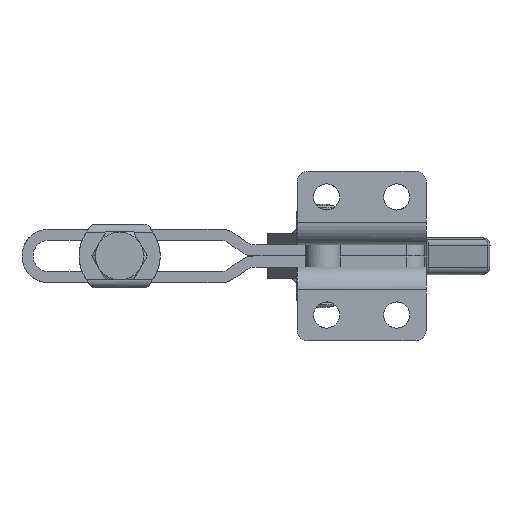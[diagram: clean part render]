
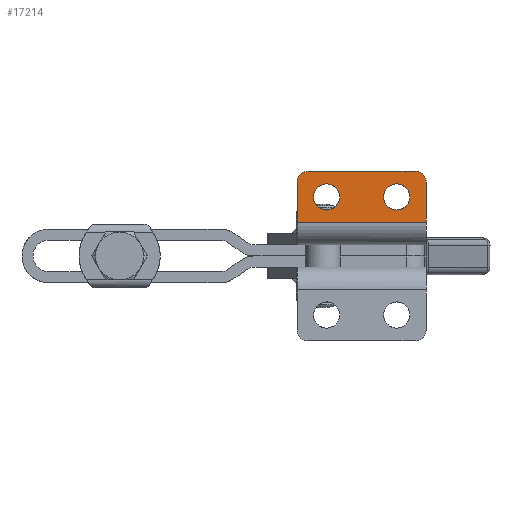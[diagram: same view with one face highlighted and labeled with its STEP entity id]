
A CAD part, front view. The second image highlights one B-rep face of the part: STEP entity #17214.
In plain terms, the highlighted planar face has unit normal (0, -1, 0).
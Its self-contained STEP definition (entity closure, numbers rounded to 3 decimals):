
#17149=AXIS2_PLACEMENT_3D('Plane Axis2P3D',#17146,#17147,#17148) ;
#17153=AXIS2_PLACEMENT_3D('Circle Axis2P3D',#17151,#17152,$) ;
#17167=AXIS2_PLACEMENT_3D('Circle Axis2P3D',#17165,#17166,$) ;
#17180=AXIS2_PLACEMENT_3D('Circle Axis2P3D',#17178,#17179,$) ;
#17189=AXIS2_PLACEMENT_3D('Circle Axis2P3D',#17187,#17188,$) ;
#17198=AXIS2_PLACEMENT_3D('Circle Axis2P3D',#17196,#17197,$) ;
#17207=AXIS2_PLACEMENT_3D('Circle Axis2P3D',#17205,#17206,$) ;
#13285=CARTESIAN_POINT('Line Origine',(0.,-3.487,20.6)) ;
#13289=CARTESIAN_POINT('Vertex',(0.,-3.487,15.2)) ;
#13291=CARTESIAN_POINT('Vertex',(0.,-3.487,26.)) ;
#13357=CARTESIAN_POINT('Vertex',(35.,-3.487,15.2)) ;
#13360=CARTESIAN_POINT('Line Origine',(17.5,-3.487,15.2)) ;
#13416=CARTESIAN_POINT('Vertex',(35.,-3.487,26.)) ;
#13419=CARTESIAN_POINT('Line Origine',(35.,-3.487,20.6)) ;
#17146=CARTESIAN_POINT('Axis2P3D Location',(16.386,-3.487,-1.776)) ;
#17151=CARTESIAN_POINT('Axis2P3D Location',(32.,-3.487,26.)) ;
#17155=CARTESIAN_POINT('Vertex',(32.,-3.487,29.)) ;
#17158=CARTESIAN_POINT('Line Origine',(17.5,-3.487,29.)) ;
#17162=CARTESIAN_POINT('Vertex',(3.,-3.487,29.)) ;
#17165=CARTESIAN_POINT('Axis2P3D Location',(3.,-3.487,26.)) ;
#17178=CARTESIAN_POINT('Axis2P3D Location',(8.,-3.487,22.)) ;
#17182=CARTESIAN_POINT('Vertex',(11.55,-3.487,22.)) ;
#17184=CARTESIAN_POINT('Vertex',(4.45,-3.487,22.)) ;
#17187=CARTESIAN_POINT('Axis2P3D Location',(8.,-3.487,22.)) ;
#17196=CARTESIAN_POINT('Axis2P3D Location',(27.,-3.487,22.)) ;
#17200=CARTESIAN_POINT('Vertex',(30.55,-3.487,22.)) ;
#17202=CARTESIAN_POINT('Vertex',(23.45,-3.487,22.)) ;
#17205=CARTESIAN_POINT('Axis2P3D Location',(27.,-3.487,22.)) ;
#13286=DIRECTION('Vector Direction',(0.,0.,1.)) ;
#13361=DIRECTION('Vector Direction',(-1.,0.,0.)) ;
#13420=DIRECTION('Vector Direction',(0.,0.,-1.)) ;
#17147=DIRECTION('Axis2P3D Direction',(-0.,1.,0.)) ;
#17148=DIRECTION('Axis2P3D XDirection',(1.,0.,0.)) ;
#17152=DIRECTION('Axis2P3D Direction',(-0.,1.,0.)) ;
#17159=DIRECTION('Vector Direction',(1.,0.,0.)) ;
#17166=DIRECTION('Axis2P3D Direction',(-0.,1.,0.)) ;
#17179=DIRECTION('Axis2P3D Direction',(-0.,1.,0.)) ;
#17188=DIRECTION('Axis2P3D Direction',(-0.,1.,0.)) ;
#17197=DIRECTION('Axis2P3D Direction',(-0.,1.,0.)) ;
#17206=DIRECTION('Axis2P3D Direction',(-0.,1.,0.)) ;
#13287=VECTOR('Line Direction',#13286,1.) ;
#13362=VECTOR('Line Direction',#13361,1.) ;
#13421=VECTOR('Line Direction',#13420,1.) ;
#17160=VECTOR('Line Direction',#17159,1.) ;
#17171=ORIENTED_EDGE('',*,*,#13364,.T.) ;
#17172=ORIENTED_EDGE('',*,*,#13423,.F.) ;
#17173=ORIENTED_EDGE('',*,*,#17157,.F.) ;
#17174=ORIENTED_EDGE('',*,*,#17164,.F.) ;
#17175=ORIENTED_EDGE('',*,*,#17169,.F.) ;
#17176=ORIENTED_EDGE('',*,*,#13293,.F.) ;
#17193=ORIENTED_EDGE('',*,*,#17186,.T.) ;
#17194=ORIENTED_EDGE('',*,*,#17191,.T.) ;
#17211=ORIENTED_EDGE('',*,*,#17204,.T.) ;
#17212=ORIENTED_EDGE('',*,*,#17209,.T.) ;
#17195=FACE_BOUND('',#17192,.T.) ;
#17213=FACE_BOUND('',#17210,.T.) ;
#17214=ADVANCED_FACE('VERTIKALSPANNER_TS_V_245_UB_SL_357854',(#17177,#17195,#17213),#17150,.F.) ;
#17154=CIRCLE('generated circle',#17153,3.) ;
#17168=CIRCLE('generated circle',#17167,3.) ;
#17181=CIRCLE('generated circle',#17180,3.55) ;
#17190=CIRCLE('generated circle',#17189,3.55) ;
#17199=CIRCLE('generated circle',#17198,3.55) ;
#17208=CIRCLE('generated circle',#17207,3.55) ;
#13293=EDGE_CURVE('',#13290,#13292,#13288,.T.) ;
#13364=EDGE_CURVE('',#13290,#13358,#13363,.F.) ;
#13423=EDGE_CURVE('',#13417,#13358,#13422,.T.) ;
#17157=EDGE_CURVE('',#17156,#13417,#17154,.T.) ;
#17164=EDGE_CURVE('',#17163,#17156,#17161,.T.) ;
#17169=EDGE_CURVE('',#13292,#17163,#17168,.T.) ;
#17186=EDGE_CURVE('',#17183,#17185,#17181,.T.) ;
#17191=EDGE_CURVE('',#17185,#17183,#17190,.T.) ;
#17204=EDGE_CURVE('',#17201,#17203,#17199,.T.) ;
#17209=EDGE_CURVE('',#17203,#17201,#17208,.T.) ;
#17170=EDGE_LOOP('',(#17171,#17172,#17173,#17174,#17175,#17176)) ;
#17192=EDGE_LOOP('',(#17193,#17194)) ;
#17210=EDGE_LOOP('',(#17211,#17212)) ;
#17177=FACE_OUTER_BOUND('',#17170,.T.) ;
#13288=LINE('Line',#13285,#13287) ;
#13363=LINE('Line',#13360,#13362) ;
#13422=LINE('Line',#13419,#13421) ;
#17161=LINE('Line',#17158,#17160) ;
#17150=PLANE('Plane',#17149) ;
#13290=VERTEX_POINT('',#13289) ;
#13292=VERTEX_POINT('',#13291) ;
#13358=VERTEX_POINT('',#13357) ;
#13417=VERTEX_POINT('',#13416) ;
#17156=VERTEX_POINT('',#17155) ;
#17163=VERTEX_POINT('',#17162) ;
#17183=VERTEX_POINT('',#17182) ;
#17185=VERTEX_POINT('',#17184) ;
#17201=VERTEX_POINT('',#17200) ;
#17203=VERTEX_POINT('',#17202) ;
